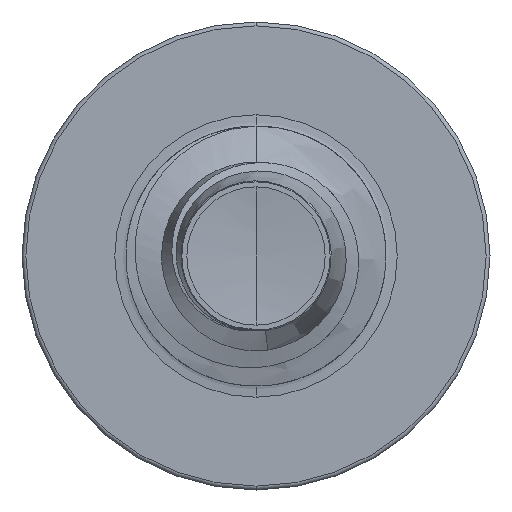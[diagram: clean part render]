
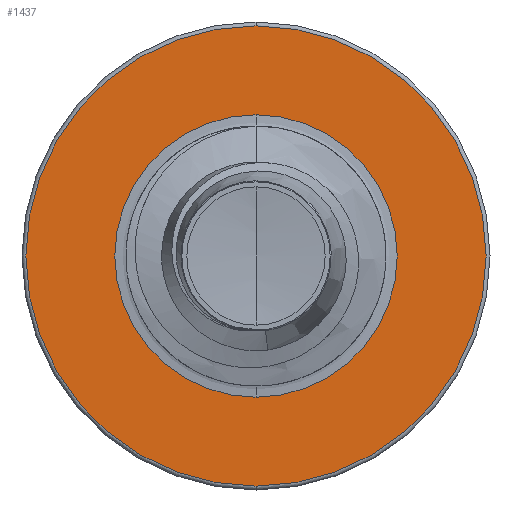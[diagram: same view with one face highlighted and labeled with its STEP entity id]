
A CAD part, front view. The second image highlights one B-rep face of the part: STEP entity #1437.
In plain terms, the highlighted planar face has unit normal (0, -1, 0).
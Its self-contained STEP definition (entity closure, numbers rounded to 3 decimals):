
#1157 = ORIENTED_EDGE ( 'NONE', *, *, #10208, .T. ) ;
#1437 = ADVANCED_FACE ( 'NONE', ( #13999, #8836 ), #11486, .F. ) ;
#1455 = VERTEX_POINT ( 'NONE', #11626 ) ;
#1947 = ORIENTED_EDGE ( 'NONE', *, *, #12934, .F. ) ;
#2177 = ORIENTED_EDGE ( 'NONE', *, *, #11740, .F. ) ;
#2312 = ORIENTED_EDGE ( 'NONE', *, *, #5347, .T. ) ;
#2461 = CARTESIAN_POINT ( 'NONE',  ( 0., 7., 0. ) ) ;
#3395 = DIRECTION ( 'NONE',  ( 0., 0., 1. ) ) ;
#3407 = DIRECTION ( 'NONE',  ( 0., 1., 0. ) ) ;
#3428 = CARTESIAN_POINT ( 'NONE',  ( 0., 7., 0. ) ) ;
#3684 = CARTESIAN_POINT ( 'NONE',  ( 0., 7., -1.77 ) ) ;
#3747 = DIRECTION ( 'NONE',  ( 0., 0., 1. ) ) ;
#4794 = CARTESIAN_POINT ( 'NONE',  ( 0., 7., -1.086 ) ) ;
#5048 = CARTESIAN_POINT ( 'NONE',  ( 0., 7., 0. ) ) ;
#5347 = EDGE_CURVE ( 'NONE', #9599, #9347, #14477, .T. ) ;
#5996 = DIRECTION ( 'NONE',  ( 0., 1., 0. ) ) ;
#6284 = DIRECTION ( 'NONE',  ( 0., 0., 1. ) ) ;
#7761 = AXIS2_PLACEMENT_3D ( 'NONE', #3428, #3407, #3395 ) ;
#7945 = EDGE_LOOP ( 'NONE', ( #1947, #2177 ) ) ;
#8017 = CARTESIAN_POINT ( 'NONE',  ( 0., 7., -1.086 ) ) ;
#8836 = FACE_BOUND ( 'NONE', #11049, .T. ) ;
#8993 = CIRCLE ( 'NONE', #12265, 1.086 ) ;
#9100 = DIRECTION ( 'NONE',  ( 0., 0., 1. ) ) ;
#9163 = AXIS2_PLACEMENT_3D ( 'NONE', #8017, #11506, #9100 ) ;
#9347 = VERTEX_POINT ( 'NONE', #4794 ) ;
#9599 = VERTEX_POINT ( 'NONE', #13466 ) ;
#10047 = VERTEX_POINT ( 'NONE', #3684 ) ;
#10208 = EDGE_CURVE ( 'NONE', #9347, #9599, #8993, .T. ) ;
#10989 = DIRECTION ( 'NONE',  ( 0., 1., 0. ) ) ;
#11049 = EDGE_LOOP ( 'NONE', ( #2312, #1157 ) ) ;
#11486 = PLANE ( 'NONE',  #9163 ) ;
#11506 = DIRECTION ( 'NONE',  ( 0., 1., 0. ) ) ;
#11626 = CARTESIAN_POINT ( 'NONE',  ( 0., 7., 1.77 ) ) ;
#11740 = EDGE_CURVE ( 'NONE', #10047, #1455, #12457, .T. ) ;
#12265 = AXIS2_PLACEMENT_3D ( 'NONE', #5048, #12965, #6284 ) ;
#12406 = AXIS2_PLACEMENT_3D ( 'NONE', #12766, #5996, #13642 ) ;
#12457 = CIRCLE ( 'NONE', #13775, 1.77 ) ;
#12766 = CARTESIAN_POINT ( 'NONE',  ( 0., 7., 0. ) ) ;
#12934 = EDGE_CURVE ( 'NONE', #1455, #10047, #13075, .T. ) ;
#12965 = DIRECTION ( 'NONE',  ( 0., 1., 0. ) ) ;
#13075 = CIRCLE ( 'NONE', #12406, 1.77 ) ;
#13466 = CARTESIAN_POINT ( 'NONE',  ( 0., 7., 1.086 ) ) ;
#13642 = DIRECTION ( 'NONE',  ( 0., 0., 1. ) ) ;
#13775 = AXIS2_PLACEMENT_3D ( 'NONE', #2461, #10989, #3747 ) ;
#13999 = FACE_OUTER_BOUND ( 'NONE', #7945, .T. ) ;
#14477 = CIRCLE ( 'NONE', #7761, 1.086 ) ;
